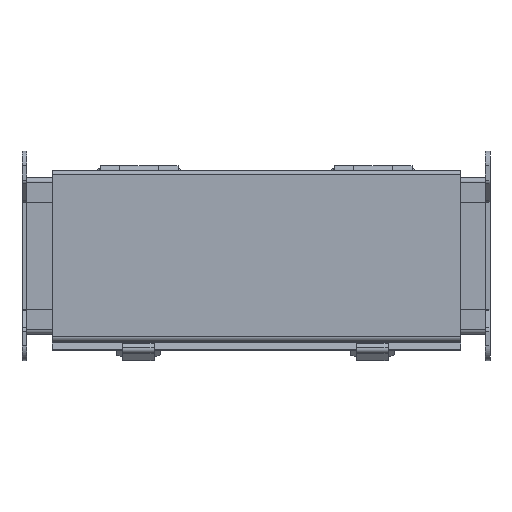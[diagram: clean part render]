
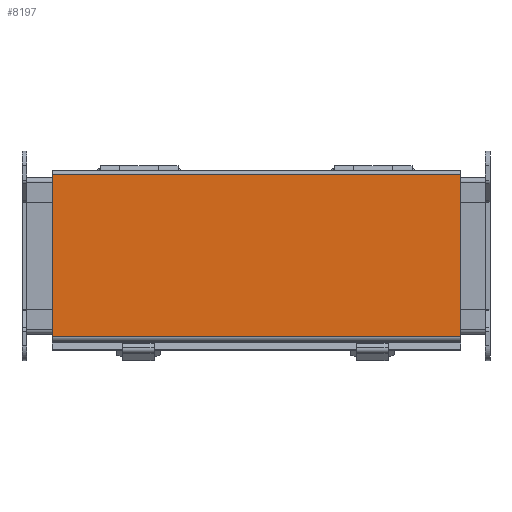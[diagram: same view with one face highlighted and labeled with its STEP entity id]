
A CAD part, top view. The second image highlights one B-rep face of the part: STEP entity #8197.
In plain terms, the highlighted planar face has unit normal (0, 0, 1).
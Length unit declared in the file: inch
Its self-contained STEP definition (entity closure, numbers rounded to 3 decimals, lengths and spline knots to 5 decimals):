
#10 = VERTEX_POINT ( 'NONE', #11490 ) ;
#198 = LINE ( 'NONE', #10915, #9201 ) ;
#1206 = DIRECTION ( 'NONE',  ( 0., 0., 1. ) ) ;
#1396 = ORIENTED_EDGE ( 'NONE', *, *, #2753, .T. ) ;
#1397 = CARTESIAN_POINT ( 'NONE',  ( -5.218, -2.1885, 4.172 ) ) ;
#1411 = VERTEX_POINT ( 'NONE', #8055 ) ;
#2141 = EDGE_CURVE ( 'NONE', #4194, #7135, #2224, .T. ) ;
#2224 = LINE ( 'NONE', #10020, #8582 ) ;
#2291 = DIRECTION ( 'NONE',  ( 1., 0., 0. ) ) ;
#2590 = LINE ( 'NONE', #10202, #12445 ) ;
#2753 = EDGE_CURVE ( 'NONE', #1411, #10, #198, .T. ) ;
#3003 = ORIENTED_EDGE ( 'NONE', *, *, #9877, .T. ) ;
#3053 = DIRECTION ( 'NONE',  ( 1., 0., 0. ) ) ;
#3292 = AXIS2_PLACEMENT_3D ( 'NONE', #1397, #1206, #3053 ) ;
#4154 = PLANE ( 'NONE',  #3292 ) ;
#4194 = VERTEX_POINT ( 'NONE', #12612 ) ;
#4634 = ORIENTED_EDGE ( 'NONE', *, *, #2141, .T. ) ;
#4649 = DIRECTION ( 'NONE',  ( 0., 1., 0. ) ) ;
#5464 = CARTESIAN_POINT ( 'NONE',  ( 5.25, -2.0805, 4.172 ) ) ;
#6306 = DIRECTION ( 'NONE',  ( 0., -1., 0. ) ) ;
#7135 = VERTEX_POINT ( 'NONE', #5464 ) ;
#7379 = VECTOR ( 'NONE', #4649, 39.37008 ) ;
#8055 = CARTESIAN_POINT ( 'NONE',  ( 5.25, 2.0785, 4.172 ) ) ;
#8197 = ADVANCED_FACE ( 'NONE', ( #11042 ), #4154, .T. ) ;
#8444 = EDGE_CURVE ( 'NONE', #7135, #1411, #8807, .T. ) ;
#8582 = VECTOR ( 'NONE', #2291, 39.37008 ) ;
#8807 = LINE ( 'NONE', #10578, #7379 ) ;
#9201 = VECTOR ( 'NONE', #11806, 39.37008 ) ;
#9877 = EDGE_CURVE ( 'NONE', #10, #4194, #2590, .T. ) ;
#10020 = CARTESIAN_POINT ( 'NONE',  ( -5.218, -2.0805, 4.172 ) ) ;
#10202 = CARTESIAN_POINT ( 'NONE',  ( -5.218, -2.1885, 4.172 ) ) ;
#10578 = CARTESIAN_POINT ( 'NONE',  ( 5.25, -2.1885, 4.172 ) ) ;
#10758 = ORIENTED_EDGE ( 'NONE', *, *, #8444, .T. ) ;
#10915 = CARTESIAN_POINT ( 'NONE',  ( -5.218, 2.0785, 4.172 ) ) ;
#11042 = FACE_OUTER_BOUND ( 'NONE', #12256, .T. ) ;
#11490 = CARTESIAN_POINT ( 'NONE',  ( -5.218, 2.0785, 4.172 ) ) ;
#11806 = DIRECTION ( 'NONE',  ( -1., 0., 0. ) ) ;
#12256 = EDGE_LOOP ( 'NONE', ( #3003, #4634, #10758, #1396 ) ) ;
#12445 = VECTOR ( 'NONE', #6306, 39.37008 ) ;
#12612 = CARTESIAN_POINT ( 'NONE',  ( -5.218, -2.0805, 4.172 ) ) ;
